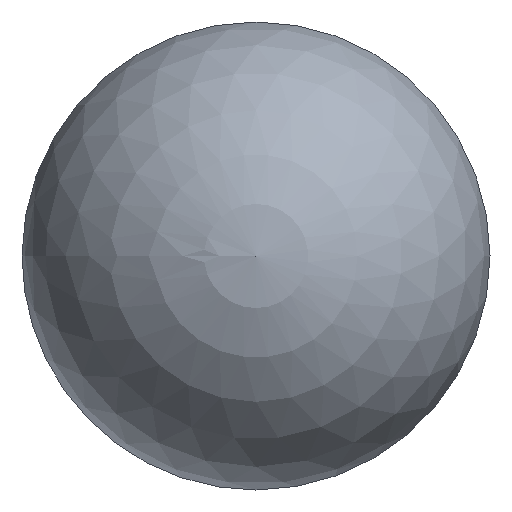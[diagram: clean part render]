
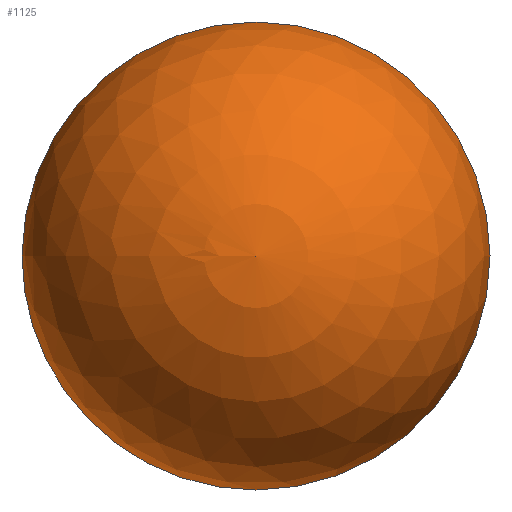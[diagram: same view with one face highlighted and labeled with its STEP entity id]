
A CAD part, front view. The second image highlights one B-rep face of the part: STEP entity #1125.
In plain terms, the highlighted spherical face has radius 20 mm.
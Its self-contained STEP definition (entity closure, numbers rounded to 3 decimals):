
#333 = DIRECTION ( 'NONE',  ( 0., -1., 0. ) ) ;
#342 = ORIENTED_EDGE ( 'NONE', *, *, #1233, .F. ) ;
#422 = VERTEX_POINT ( 'NONE', #1790 ) ;
#439 = CARTESIAN_POINT ( 'NONE',  ( 0., -10., -20. ) ) ;
#461 = CARTESIAN_POINT ( 'NONE',  ( 0., -10., 0. ) ) ;
#470 = CIRCLE ( 'NONE', #484, 20. ) ;
#484 = AXIS2_PLACEMENT_3D ( 'NONE', #761, #333, #776 ) ;
#719 = CARTESIAN_POINT ( 'NONE',  ( 0., -10., 0. ) ) ;
#725 = EDGE_CURVE ( 'NONE', #422, #1145, #470, .T. ) ;
#742 = DIRECTION ( 'NONE',  ( 0., 1., 0. ) ) ;
#744 = AXIS2_PLACEMENT_3D ( 'NONE', #719, #977, #1002 ) ;
#754 = DIRECTION ( 'NONE',  ( -1., 0., 0. ) ) ;
#761 = CARTESIAN_POINT ( 'NONE',  ( 0., -10., 0. ) ) ;
#776 = DIRECTION ( 'NONE',  ( 0., 0., -1. ) ) ;
#923 = FACE_OUTER_BOUND ( 'NONE', #1151, .T. ) ;
#977 = DIRECTION ( 'NONE',  ( 0., 1., 0. ) ) ;
#1002 = DIRECTION ( 'NONE',  ( -1., 0., 0. ) ) ;
#1016 = SPHERICAL_SURFACE ( 'NONE', #744, 20. ) ;
#1125 = ADVANCED_FACE ( 'NONE', ( #923 ), #1016, .T. ) ;
#1133 = AXIS2_PLACEMENT_3D ( 'NONE', #461, #742, #754 ) ;
#1145 = VERTEX_POINT ( 'NONE', #439 ) ;
#1151 = EDGE_LOOP ( 'NONE', ( #342, #1444 ) ) ;
#1233 = EDGE_CURVE ( 'NONE', #422, #1145, #1673, .T. ) ;
#1444 = ORIENTED_EDGE ( 'NONE', *, *, #725, .T. ) ;
#1673 = CIRCLE ( 'NONE', #1133, 20. ) ;
#1790 = CARTESIAN_POINT ( 'NONE',  ( 0., -10., 20. ) ) ;
